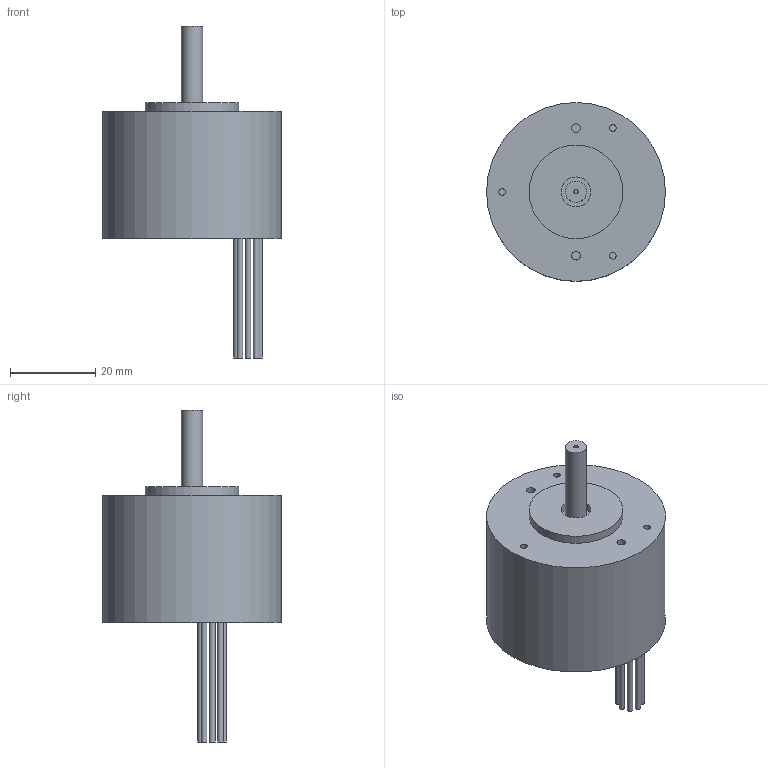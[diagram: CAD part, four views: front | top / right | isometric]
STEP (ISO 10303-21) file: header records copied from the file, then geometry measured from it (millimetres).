
FILE_DESCRIPTION( ( 'Unknown' ), '1' );
FILE_NAME( 'BR4230.stp', 'Unknown', ( 'Unknown' ), ( 'Unknown' ), 'PSStep 17.0.49', 'Unknown', ' ' );
FILE_SCHEMA( ( 'AUTOMOTIVE_DESIGN { 1 0 10303 214 1 1 1 1 }' ) );
Length unit declared in the file: millimetre
Products named in the file (1): 1
Bounding box: 42 x 42 x 78 mm (x, y, z)
Volume: 42730.3 mm3; surface area: 8476.1 mm2
Topology: 1 solids, 1 shells, 88 faces, 182 edges, 121 vertices
Faces by surface type: plane 63, cylinder 25
Full cylindrical faces by diameter (mm): 1 x1, 1.3 x8, 1.567 x3, 2.013 x4, 5 x4, 7 x2, 7.5 x1, 22 x1, 42 x1
Entity records: 2912 total; most frequent: DIRECTION 382, CARTESIAN_POINT 365, ORIENTED_EDGE 312, EDGE_CURVE 156, EDGE_LOOP 138, AXIS2_PLACEMENT_3D 137, VERTEX_POINT 120, FACE_OUTER_BOUND 113
